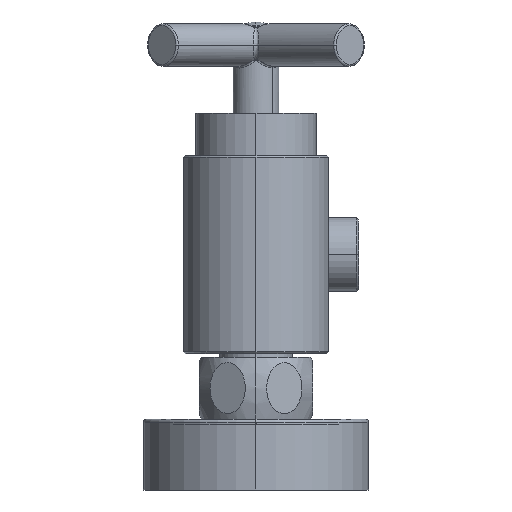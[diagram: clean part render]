
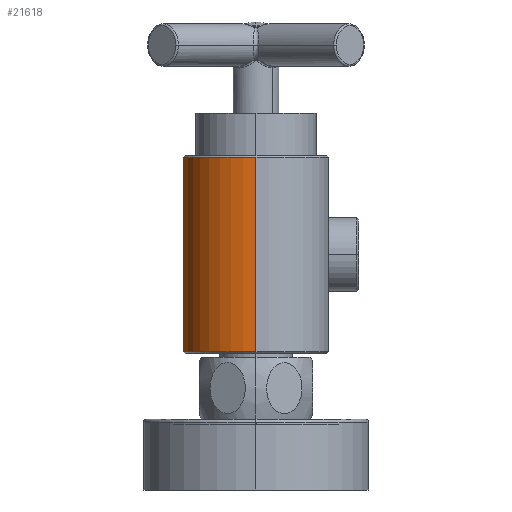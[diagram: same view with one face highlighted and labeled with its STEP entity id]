
A CAD part, left-side view. The second image highlights one B-rep face of the part: STEP entity #21618.
In plain terms, the highlighted cylindrical face has radius 20.5 mm (diameter 41 mm), a partial arc.
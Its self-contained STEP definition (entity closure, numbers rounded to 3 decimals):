
#55=CARTESIAN_POINT('',(-75.,0.,27.4));
#56=DIRECTION('',(0.,0.,1.));
#57=DIRECTION('',(1.,0.,0.));
#58=AXIS2_PLACEMENT_3D('',#55,#56,#57);
#60=CARTESIAN_POINT('',(-75.,0.,-27.4));
#61=DIRECTION('',(0.,0.,-1.));
#62=DIRECTION('',(-1.,0.,0.));
#63=AXIS2_PLACEMENT_3D('',#60,#61,#62);
#65=DIRECTION('',(0.,0.,1.));
#66=VECTOR('',#65,5.9);
#67=CARTESIAN_POINT('',(-54.5,0.,-27.4));
#68=LINE('',#67,#66);
#69=CARTESIAN_POINT('',(-54.5,0.,-21.5));
#70=CARTESIAN_POINT('',(-54.5,0.228,-21.5));
#71=CARTESIAN_POINT('',(-54.508,0.685,-21.49));
#72=CARTESIAN_POINT('',(-54.542,1.375,-21.447));
#73=CARTESIAN_POINT('',(-54.601,2.07,-21.374));
#74=CARTESIAN_POINT('',(-54.684,2.768,-21.27));
#75=CARTESIAN_POINT('',(-54.792,3.471,-21.134));
#76=CARTESIAN_POINT('',(-54.926,4.178,-20.965));
#77=CARTESIAN_POINT('',(-55.087,4.887,-20.763));
#78=CARTESIAN_POINT('',(-55.275,5.599,-20.525));
#79=CARTESIAN_POINT('',(-55.491,6.313,-20.252));
#80=CARTESIAN_POINT('',(-55.738,7.029,-19.94));
#81=CARTESIAN_POINT('',(-56.015,7.747,-19.587));
#82=CARTESIAN_POINT('',(-56.324,8.466,-19.192));
#83=CARTESIAN_POINT('',(-56.668,9.186,-18.753));
#84=CARTESIAN_POINT('',(-57.046,9.906,-18.265));
#85=CARTESIAN_POINT('',(-57.46,10.623,-17.728));
#86=CARTESIAN_POINT('',(-57.912,11.335,-17.139));
#87=CARTESIAN_POINT('',(-58.401,12.04,-16.496));
#88=CARTESIAN_POINT('',(-58.927,12.735,-15.796));
#89=CARTESIAN_POINT('',(-59.491,13.415,-15.038));
#90=CARTESIAN_POINT('',(-60.089,14.078,-14.221));
#91=CARTESIAN_POINT('',(-60.718,14.715,-13.347));
#92=CARTESIAN_POINT('',(-61.371,15.322,-12.418));
#93=CARTESIAN_POINT('',(-62.038,15.89,-11.442));
#94=CARTESIAN_POINT('',(-62.705,16.41,-10.432));
#95=CARTESIAN_POINT('',(-63.352,16.875,-9.405));
#96=CARTESIAN_POINT('',(-63.959,17.277,-8.389));
#97=CARTESIAN_POINT('',(-64.507,17.615,-7.408));
#98=CARTESIAN_POINT('',(-64.987,17.891,-6.476));
#99=CARTESIAN_POINT('',(-65.393,18.111,-5.609));
#100=CARTESIAN_POINT('',(-65.731,18.286,-4.803));
#101=CARTESIAN_POINT('',(-66.007,18.423,-4.052));
#102=CARTESIAN_POINT('',(-66.229,18.529,-3.351));
#103=CARTESIAN_POINT('',(-66.403,18.611,-2.691));
#104=CARTESIAN_POINT('',(-66.536,18.671,-2.061));
#105=CARTESIAN_POINT('',(-66.632,18.715,-1.457));
#106=CARTESIAN_POINT('',(-66.695,18.742,
-0.87));
#107=CARTESIAN_POINT('',(-66.725,18.756,
-0.293));
#108=CARTESIAN_POINT('',(-66.725,18.756,0.281));
#109=CARTESIAN_POINT('',(-66.695,18.743,0.858));
#110=CARTESIAN_POINT('',(-66.634,18.715,1.445));
#111=CARTESIAN_POINT('',(-66.539,18.672,2.048));
#112=CARTESIAN_POINT('',(-66.406,18.612,2.677));
#113=CARTESIAN_POINT('',(-66.233,18.531,3.338));
#114=CARTESIAN_POINT('',(-66.013,18.426,4.037));
#115=CARTESIAN_POINT('',(-65.738,18.29,4.785));
#116=CARTESIAN_POINT('',(-65.401,18.115,5.591));
#117=CARTESIAN_POINT('',(-64.996,17.896,6.458));
#118=CARTESIAN_POINT('',(-64.52,17.622,7.383));
#119=CARTESIAN_POINT('',(-63.973,17.286,8.366));
#120=CARTESIAN_POINT('',(-63.367,16.885,9.382));
#121=CARTESIAN_POINT('',(-62.722,16.423,10.405));
#122=CARTESIAN_POINT('',(-62.056,15.904,11.416));
#123=CARTESIAN_POINT('',(-61.388,15.337,12.393));
#124=CARTESIAN_POINT('',(-60.736,14.733,13.322));
#125=CARTESIAN_POINT('',(-60.107,14.096,14.197));
#126=CARTESIAN_POINT('',(-59.507,13.435,15.016));
#127=CARTESIAN_POINT('',(-58.943,12.755,15.775));
#128=CARTESIAN_POINT('',(-58.416,12.061,16.477));
#129=CARTESIAN_POINT('',(-57.925,11.355,17.122));
#130=CARTESIAN_POINT('',(-57.473,10.643,17.712));
#131=CARTESIAN_POINT('',(-57.057,9.926,18.251));
#132=CARTESIAN_POINT('',(-56.678,9.206,18.74));
#133=CARTESIAN_POINT('',(-56.333,8.486,19.181));
#134=CARTESIAN_POINT('',(-56.022,7.766,19.577));
#135=CARTESIAN_POINT('',(-55.744,7.047,19.931));
#136=CARTESIAN_POINT('',(-55.497,6.331,20.245));
#137=CARTESIAN_POINT('',(-55.28,5.617,20.519));
#138=CARTESIAN_POINT('',(-55.091,4.905,20.757));
#139=CARTESIAN_POINT('',(-54.93,4.197,20.96));
#140=CARTESIAN_POINT('',(-54.795,3.49,21.13));
#141=CARTESIAN_POINT('',(-54.686,2.785,21.267));
#142=CARTESIAN_POINT('',(-54.602,2.083,21.372));
#143=CARTESIAN_POINT('',(-54.543,1.385,21.446));
#144=CARTESIAN_POINT('',(-54.508,0.69,21.49));
#145=CARTESIAN_POINT('',(-54.5,0.23,21.5));
#146=CARTESIAN_POINT('',(-54.5,0.,21.5));
#148=DIRECTION('',(0.,0.,1.));
#149=VECTOR('',#148,5.9);
#150=CARTESIAN_POINT('',(-54.5,0.,21.5));
#151=LINE('',#150,#149);
#185=CARTESIAN_POINT('',(-54.5,0.,21.5));
#262=CARTESIAN_POINT('',(-54.5,0.,-21.5));
#269=DIRECTION('',(0.,0.,1.));
#270=VECTOR('',#269,54.8);
#271=CARTESIAN_POINT('',(-95.5,0.,
-27.4));
#272=LINE('',#271,#270);
#18793=VERTEX_POINT('',#185);
#18794=VERTEX_POINT('',#262);
#18837=CARTESIAN_POINT('',(-95.5,0.,27.4));
#18838=CARTESIAN_POINT('',(-54.5,0.,27.4));
#18839=VERTEX_POINT('',#18837);
#18840=VERTEX_POINT('',#18838);
#18845=CARTESIAN_POINT('',(-54.5,0.,-27.4));
#18846=CARTESIAN_POINT('',(-95.5,0.,-27.4));
#18847=VERTEX_POINT('',#18845);
#18848=VERTEX_POINT('',#18846);
#21600=CARTESIAN_POINT('',(-75.,0.,-27.9));
#21601=DIRECTION('',(0.,0.,1.));
#21602=DIRECTION('',(1.,0.,0.));
#21603=AXIS2_PLACEMENT_3D('',#21600,#21601,#21602);
#21604=CYLINDRICAL_SURFACE('',#21603,20.5);
#21606=ORIENTED_EDGE('',*,*,#21605,.T.);
#21608=ORIENTED_EDGE('',*,*,#21607,.F.);
#21609=ORIENTED_EDGE('',*,*,#21587,.T.);
#21611=ORIENTED_EDGE('',*,*,#21610,.T.);
#21613=ORIENTED_EDGE('',*,*,#21612,.T.);
#21615=ORIENTED_EDGE('',*,*,#21614,.T.);
#21616=EDGE_LOOP('',(#21606,#21608,#21609,#21611,#21613,#21615));
#21617=FACE_OUTER_BOUND('',#21616,.F.);
#21618=ADVANCED_FACE('',(#21617),#21604,.T.);
#59=CIRCLE('',#58,20.5);
#64=CIRCLE('',#63,20.5);
#147=B_SPLINE_CURVE_WITH_KNOTS('',3,(#69,#70,#71,#72,#73,#74,#75,#76,#77,#78,
#79,#80,#81,#82,#83,#84,#85,#86,#87,#88,#89,#90,#91,#92,#93,#94,#95,#96,#97,#98,
#99,#100,#101,#102,#103,#104,#105,#106,#107,#108,#109,#110,#111,#112,#113,#114,
#115,#116,#117,#118,#119,#120,#121,#122,#123,#124,#125,#126,#127,#128,#129,#130,
#131,#132,#133,#134,#135,#136,#137,#138,#139,#140,#141,#142,#143,#144,#145,
#146),.UNSPECIFIED.,.F.,.F.,(4,1,1,1,1,1,1,1,1,1,1,1,1,1,1,1,1,1,1,1,1,1,1,1,1,
1,1,1,1,1,1,1,1,1,1,1,1,1,1,1,1,1,1,1,1,1,1,1,1,1,1,1,1,1,1,1,1,1,1,1,1,1,1,1,1,
1,1,1,1,1,1,1,1,1,1,4),(0.,0.013,0.027,0.04,
0.053,0.067,0.08,0.093,0.107,
0.12,0.133,0.147,0.16,0.173,
0.187,0.2,0.213,0.227,0.24,
0.253,0.267,0.28,0.293,0.307,
0.32,0.333,0.347,0.36,0.373,
0.387,0.4,0.413,0.427,0.44,
0.453,0.467,0.48,0.493,0.507,
0.52,0.533,0.547,0.56,0.573,
0.587,0.6,0.613,0.627,0.64,
0.653,0.667,0.68,0.693,0.707,
0.72,0.733,0.747,0.76,0.773,
0.787,0.8,0.813,0.827,0.84,
0.853,0.867,0.88,0.893,0.907,
0.92,0.933,0.947,0.96,0.973,
0.987,1.),.UNSPECIFIED.);
#21587=EDGE_CURVE('',#18848,#18847,#64,.T.);
#21605=EDGE_CURVE('',#18840,#18839,#59,.T.);
#21607=EDGE_CURVE('',#18848,#18839,#272,.T.);
#21610=EDGE_CURVE('',#18847,#18794,#68,.T.);
#21612=EDGE_CURVE('',#18794,#18793,#147,.T.);
#21614=EDGE_CURVE('',#18793,#18840,#151,.T.);
